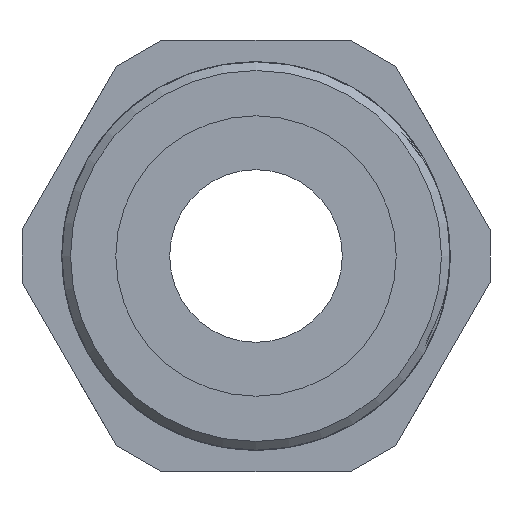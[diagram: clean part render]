
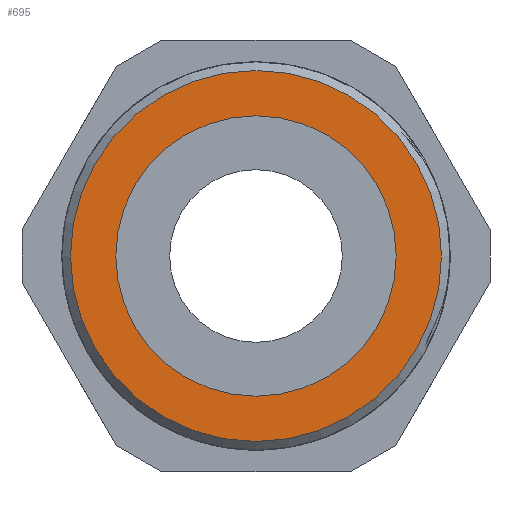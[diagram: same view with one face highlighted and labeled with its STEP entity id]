
A CAD part, front view. The second image highlights one B-rep face of the part: STEP entity #695.
In plain terms, the highlighted planar face has unit normal (0, -1, 0).
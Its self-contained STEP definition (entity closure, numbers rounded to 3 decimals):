
#149=FACE_BOUND('',#235,.T.);
#185=FACE_OUTER_BOUND('',#234,.T.);
#234=EDGE_LOOP('',(#557));
#235=EDGE_LOOP('',(#558));
#280=CIRCLE('',#752,4.3);
#281=CIRCLE('',#754,3.25);
#334=VERTEX_POINT('',#1073);
#335=VERTEX_POINT('',#1076);
#418=EDGE_CURVE('',#334,#334,#280,.T.);
#419=EDGE_CURVE('',#335,#335,#281,.T.);
#557=ORIENTED_EDGE('',*,*,#418,.F.);
#558=ORIENTED_EDGE('',*,*,#419,.T.);
#666=PLANE('',#753);
#695=ADVANCED_FACE('',(#185,#149),#666,.T.);
#752=AXIS2_PLACEMENT_3D('',#1074,#894,#895);
#753=AXIS2_PLACEMENT_3D('',#1075,#896,#897);
#754=AXIS2_PLACEMENT_3D('',#1077,#898,#899);
#894=DIRECTION('center_axis',(0.,1.,0.));
#895=DIRECTION('ref_axis',(1.,0.,0.));
#896=DIRECTION('center_axis',(0.,-1.,0.));
#897=DIRECTION('ref_axis',(0.,0.,-1.));
#898=DIRECTION('center_axis',(0.,1.,0.));
#899=DIRECTION('ref_axis',(1.,0.,0.));
#1073=CARTESIAN_POINT('',(-4.3,0.,0.));
#1074=CARTESIAN_POINT('Origin',(0.,0.,0.));
#1075=CARTESIAN_POINT('Origin',(-4.5,0.,0.));
#1076=CARTESIAN_POINT('',(-3.25,0.,0.));
#1077=CARTESIAN_POINT('Origin',(0.,0.,0.));
